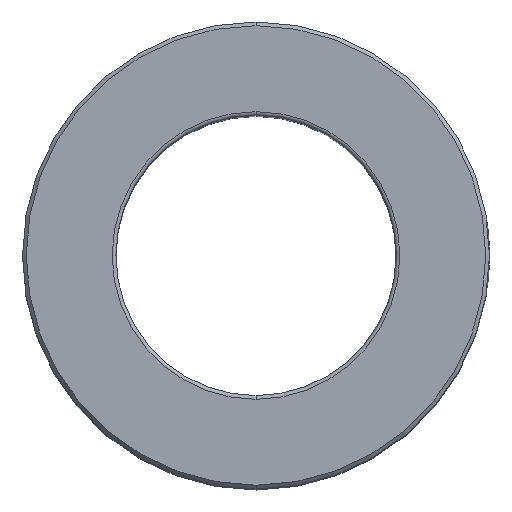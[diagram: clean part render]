
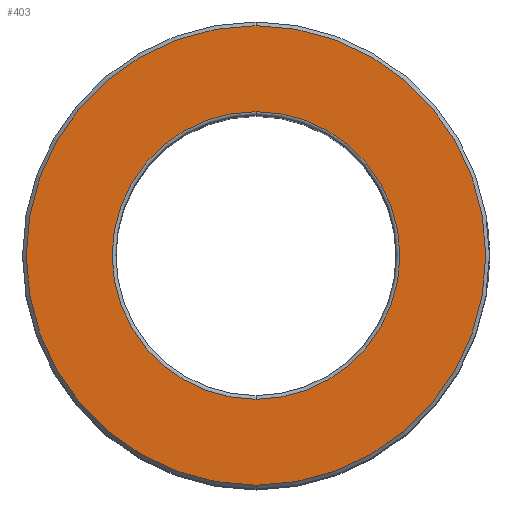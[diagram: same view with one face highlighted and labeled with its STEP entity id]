
A CAD part, top view. The second image highlights one B-rep face of the part: STEP entity #403.
In plain terms, the highlighted planar face has unit normal (0, 0, 1).
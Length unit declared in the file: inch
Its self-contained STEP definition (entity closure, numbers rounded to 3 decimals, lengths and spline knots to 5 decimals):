
#7 = DIRECTION ( 'NONE',  ( 0., -1., 0. ) ) ;
#40 = CARTESIAN_POINT ( 'NONE',  ( 0., 0., 0.8125 ) ) ;
#42 = CARTESIAN_POINT ( 'NONE',  ( 0., 0., 0.8125 ) ) ;
#55 = DIRECTION ( 'NONE',  ( 0., 0., -1. ) ) ;
#68 = DIRECTION ( 'NONE',  ( 0., 0., -1. ) ) ;
#98 = CARTESIAN_POINT ( 'NONE',  ( 0., 0., 0.8125 ) ) ;
#102 = DIRECTION ( 'NONE',  ( 0., -1., 0. ) ) ;
#106 = DIRECTION ( 'NONE',  ( 0., 0., 1. ) ) ;
#113 = DIRECTION ( 'NONE',  ( 0., -1., 0. ) ) ;
#162 = DIRECTION ( 'NONE',  ( 0., -1., 0. ) ) ;
#163 = DIRECTION ( 'NONE',  ( 0., 0., 1. ) ) ;
#166 = CARTESIAN_POINT ( 'NONE',  ( 0., 0., 0.8125 ) ) ;
#208 = CARTESIAN_POINT ( 'NONE',  ( 0., -0.615, 0.8125 ) ) ;
#226 = CARTESIAN_POINT ( 'NONE',  ( 0., 0.615, 0.8125 ) ) ;
#370 = CARTESIAN_POINT ( 'NONE',  ( 0., 0.385, 0.8125 ) ) ;
#376 = CARTESIAN_POINT ( 'NONE',  ( 0., -0.385, 0.8125 ) ) ;
#403 = ADVANCED_FACE ( 'NONE', ( #864, #834 ), #473, .T. ) ;
#440 = DIRECTION ( 'NONE',  ( 0., -1., 0. ) ) ;
#441 = DIRECTION ( 'NONE',  ( 0., 0., 1. ) ) ;
#462 = VERTEX_POINT ( 'NONE', #376 ) ;
#463 = VERTEX_POINT ( 'NONE', #370 ) ;
#470 = CARTESIAN_POINT ( 'NONE',  ( 0., 0., 0.8125 ) ) ;
#473 = PLANE ( 'NONE',  #989 ) ;
#516 = VERTEX_POINT ( 'NONE', #208 ) ;
#517 = VERTEX_POINT ( 'NONE', #226 ) ;
#528 = CIRCLE ( 'NONE', #1149, 0.385 ) ;
#577 = CIRCLE ( 'NONE', #1182, 0.615 ) ;
#585 = CIRCLE ( 'NONE', #1122, 0.615 ) ;
#658 = ORIENTED_EDGE ( 'NONE', *, *, #1063, .T. ) ;
#695 = EDGE_LOOP ( 'NONE', ( #764, #723 ) ) ;
#723 = ORIENTED_EDGE ( 'NONE', *, *, #1007, .T. ) ;
#738 = ORIENTED_EDGE ( 'NONE', *, *, #1047, .T. ) ;
#764 = ORIENTED_EDGE ( 'NONE', *, *, #1069, .T. ) ;
#798 = EDGE_LOOP ( 'NONE', ( #738, #658 ) ) ;
#811 = CIRCLE ( 'NONE', #1137, 0.385 ) ;
#834 = FACE_BOUND ( 'NONE', #798, .T. ) ;
#864 = FACE_OUTER_BOUND ( 'NONE', #695, .T. ) ;
#989 = AXIS2_PLACEMENT_3D ( 'NONE', #470, #441, #440 ) ;
#1007 = EDGE_CURVE ( 'NONE', #516, #517, #577, .T. ) ;
#1047 = EDGE_CURVE ( 'NONE', #462, #463, #528, .T. ) ;
#1063 = EDGE_CURVE ( 'NONE', #463, #462, #811, .T. ) ;
#1069 = EDGE_CURVE ( 'NONE', #517, #516, #585, .T. ) ;
#1122 = AXIS2_PLACEMENT_3D ( 'NONE', #42, #106, #102 ) ;
#1137 = AXIS2_PLACEMENT_3D ( 'NONE', #40, #55, #7 ) ;
#1149 = AXIS2_PLACEMENT_3D ( 'NONE', #98, #68, #113 ) ;
#1182 = AXIS2_PLACEMENT_3D ( 'NONE', #166, #163, #162 ) ;
